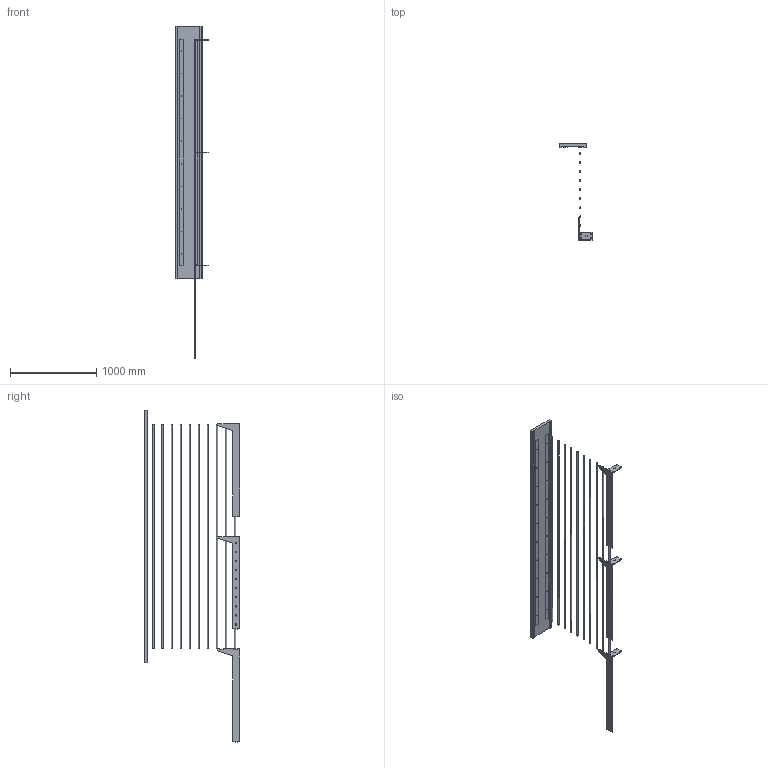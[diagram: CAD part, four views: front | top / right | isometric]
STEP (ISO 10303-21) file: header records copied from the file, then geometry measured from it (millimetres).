
FILE_DESCRIPTION(('FreeCAD Model'),'2;1');
FILE_NAME('Open CASCADE Shape Model','2025-04-26T00:31:47',('FreeCAD'),( 'FreeCAD'),'Open CASCADE STEP processor 7.6','FreeCAD','Unknown');
FILE_SCHEMA(('AUTOMOTIVE_DESIGN { 1 0 10303 214 1 1 1 1 }'));
Length unit declared in the file: millimetre
Products named in the file (1): Open CASCADE STEP translator 7.6 1
Bounding box: 392.86 x 1111.02 x 3850.07 mm (x, y, z)
Volume: 34454066.3 mm3; surface area: 5761839.6 mm2
Topology: 39 solids, 39 shells, 510 faces, 1276 edges, 844 vertices
Faces by surface type: bspline 510
Entity records: 17136 total; most frequent: CARTESIAN_POINT 9829, ORIENTED_EDGE 2472, EDGE_CURVE 1236, VERTEX_POINT 844, FACE_BOUND 660, EDGE_LOOP 660, B_SPLINE_CURVE_WITH_KNOTS 520, ADVANCED_FACE 510
